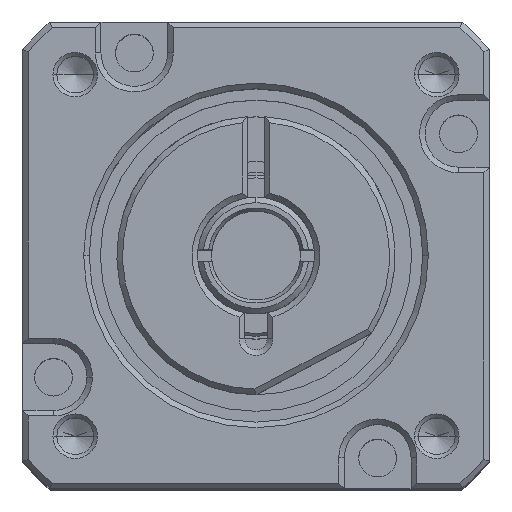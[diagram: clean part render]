
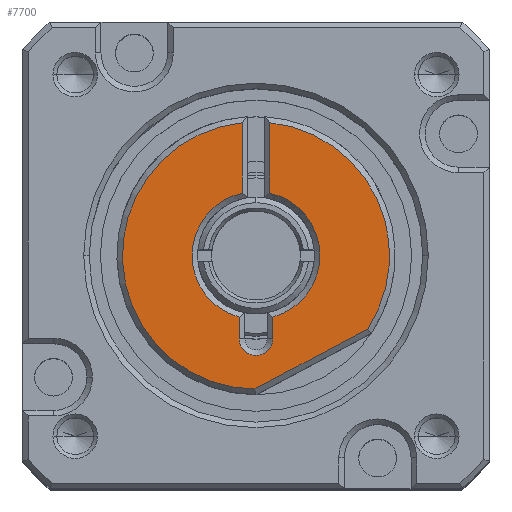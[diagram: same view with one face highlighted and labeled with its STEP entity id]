
A CAD part, top view. The second image highlights one B-rep face of the part: STEP entity #7700.
In plain terms, the highlighted face is planar.
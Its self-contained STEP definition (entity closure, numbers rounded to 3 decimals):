
#22 = EDGE_CURVE ( 'NONE', #8605, #10771, #11476, .T. ) ;
#29 = DIRECTION ( 'NONE',  ( 0., 0., 1. ) ) ;
#53 = CARTESIAN_POINT ( 'NONE',  ( 3751.322, 1389.748, 0. ) ) ;
#317 = AXIS2_PLACEMENT_3D ( 'NONE', #2707, #1683, #8290 ) ;
#372 = FACE_OUTER_BOUND ( 'NONE', #10563, .T. ) ;
#457 = VERTEX_POINT ( 'NONE', #53 ) ;
#542 = PLANE ( 'NONE',  #11948 ) ;
#800 = CARTESIAN_POINT ( 'NONE',  ( 3763.551, 1380.967, 0. ) ) ;
#903 = CIRCLE ( 'NONE', #317, 1.5 ) ;
#1209 = ORIENTED_EDGE ( 'NONE', *, *, #10931, .F. ) ;
#1676 = EDGE_CURVE ( 'NONE', #10771, #7217, #8148, .T. ) ;
#1683 = DIRECTION ( 'NONE',  ( 0., 0., -1. ) ) ;
#1850 = VERTEX_POINT ( 'NONE', #3958 ) ;
#1983 = EDGE_CURVE ( 'NONE', #11417, #5623, #7258, .T. ) ;
#2190 = CARTESIAN_POINT ( 'NONE',  ( 3756.934, 1390.998, 0. ) ) ;
#2423 = EDGE_CURVE ( 'NONE', #457, #11417, #2923, .T. ) ;
#2474 = ORIENTED_EDGE ( 'NONE', *, *, #1676, .F. ) ;
#2487 = DIRECTION ( 'NONE',  ( 1., 0., 0. ) ) ;
#2572 = CARTESIAN_POINT ( 'NONE',  ( 3744.982, 1392.248, 0. ) ) ;
#2707 = CARTESIAN_POINT ( 'NONE',  ( 3764.434, 1390.998, 0. ) ) ;
#2840 = VERTEX_POINT ( 'NONE', #3557 ) ;
#2923 = LINE ( 'NONE', #3392, #6235 ) ;
#3124 = DIRECTION ( 'NONE',  ( 1., 0., 0. ) ) ;
#3156 = DIRECTION ( 'NONE',  ( 1., 0., 0. ) ) ;
#3392 = CARTESIAN_POINT ( 'NONE',  ( 3756.934, 1389.748, 0. ) ) ;
#3557 = CARTESIAN_POINT ( 'NONE',  ( 3762.485, 1389.498, 0. ) ) ;
#3569 = CARTESIAN_POINT ( 'NONE',  ( 3756.934, 1390.998, 0. ) ) ;
#3718 = CARTESIAN_POINT ( 'NONE',  ( 3764.434, 1392.498, 0. ) ) ;
#3949 = DIRECTION ( 'NONE',  ( 1., 0., 0. ) ) ;
#3958 = CARTESIAN_POINT ( 'NONE',  ( 3768.951, 1391.122, 0. ) ) ;
#4122 = AXIS2_PLACEMENT_3D ( 'NONE', #9150, #5512, #8306 ) ;
#4204 = CARTESIAN_POINT ( 'NONE',  ( 3756.934, 1392.498, 0. ) ) ;
#4279 = DIRECTION ( 'NONE',  ( 1., 0., 0. ) ) ;
#4344 = VECTOR ( 'NONE', #2487, 1000. ) ;
#4519 = DIRECTION ( 'NONE',  ( 0.469, 0.883, 0. ) ) ;
#4702 = CARTESIAN_POINT ( 'NONE',  ( 3762.485, 1392.498, 0. ) ) ;
#4823 = VECTOR ( 'NONE', #4519, 1000. ) ;
#5323 = CIRCLE ( 'NONE', #8887, 12.017 ) ;
#5430 = DIRECTION ( 'NONE',  ( 0., 0., -1. ) ) ;
#5512 = DIRECTION ( 'NONE',  ( 0., 0., -1. ) ) ;
#5530 = CARTESIAN_POINT ( 'NONE',  ( 3756.934, 1390.998, 0. ) ) ;
#5623 = VERTEX_POINT ( 'NONE', #9475 ) ;
#6038 = EDGE_CURVE ( 'NONE', #8447, #2840, #6457, .T. ) ;
#6225 = CARTESIAN_POINT ( 'NONE',  ( 3756.934, 1390.998, 0. ) ) ;
#6235 = VECTOR ( 'NONE', #8123, 1000. ) ;
#6278 = CARTESIAN_POINT ( 'NONE',  ( 3744.982, 1389.748, 0. ) ) ;
#6358 = ORIENTED_EDGE ( 'NONE', *, *, #7901, .F. ) ;
#6457 = LINE ( 'NONE', #11762, #9489 ) ;
#6985 = DIRECTION ( 'NONE',  ( 0., 0., 1. ) ) ;
#7163 = EDGE_CURVE ( 'NONE', #2840, #457, #11201, .T. ) ;
#7217 = VERTEX_POINT ( 'NONE', #4702 ) ;
#7258 = CIRCLE ( 'NONE', #7431, 12.017 ) ;
#7298 = LINE ( 'NONE', #800, #4823 ) ;
#7304 = VECTOR ( 'NONE', #3156, 1000. ) ;
#7388 = LINE ( 'NONE', #4204, #4344 ) ;
#7389 = ORIENTED_EDGE ( 'NONE', *, *, #7163, .F. ) ;
#7431 = AXIS2_PLACEMENT_3D ( 'NONE', #2190, #7714, #3124 ) ;
#7700 = ADVANCED_FACE ( 'NONE', ( #372 ), #542, .F. ) ;
#7714 = DIRECTION ( 'NONE',  ( 0., 0., 1. ) ) ;
#7806 = ORIENTED_EDGE ( 'NONE', *, *, #6038, .F. ) ;
#7901 = EDGE_CURVE ( 'NONE', #5623, #1850, #7298, .T. ) ;
#8123 = DIRECTION ( 'NONE',  ( -1., 0., 0. ) ) ;
#8148 = CIRCLE ( 'NONE', #11061, 5.75 ) ;
#8290 = DIRECTION ( 'NONE',  ( -1., 0., 0. ) ) ;
#8306 = DIRECTION ( 'NONE',  ( -1., 0., 0. ) ) ;
#8447 = VERTEX_POINT ( 'NONE', #8557 ) ;
#8557 = CARTESIAN_POINT ( 'NONE',  ( 3764.434, 1389.498, 0. ) ) ;
#8598 = CARTESIAN_POINT ( 'NONE',  ( 3756.934, 1392.248, 0. ) ) ;
#8605 = VERTEX_POINT ( 'NONE', #2572 ) ;
#8887 = AXIS2_PLACEMENT_3D ( 'NONE', #5530, #29, #3949 ) ;
#9150 = CARTESIAN_POINT ( 'NONE',  ( 3756.934, 1390.998, 0. ) ) ;
#9175 = ORIENTED_EDGE ( 'NONE', *, *, #1983, .F. ) ;
#9475 = CARTESIAN_POINT ( 'NONE',  ( 3763.551, 1380.967, 0. ) ) ;
#9489 = VECTOR ( 'NONE', #10849, 1000. ) ;
#9567 = EDGE_CURVE ( 'NONE', #1850, #8605, #5323, .T. ) ;
#10214 = EDGE_CURVE ( 'NONE', #7217, #10533, #7388, .T. ) ;
#10533 = VERTEX_POINT ( 'NONE', #3718 ) ;
#10563 = EDGE_LOOP ( 'NONE', ( #10665, #6358, #9175, #11346, #7389, #7806, #1209, #10736, #2474, #11751 ) ) ;
#10665 = ORIENTED_EDGE ( 'NONE', *, *, #9567, .F. ) ;
#10736 = ORIENTED_EDGE ( 'NONE', *, *, #10214, .F. ) ;
#10771 = VERTEX_POINT ( 'NONE', #11461 ) ;
#10849 = DIRECTION ( 'NONE',  ( -1., 0., 0. ) ) ;
#10931 = EDGE_CURVE ( 'NONE', #10533, #8447, #903, .T. ) ;
#11061 = AXIS2_PLACEMENT_3D ( 'NONE', #3569, #5430, #11876 ) ;
#11201 = CIRCLE ( 'NONE', #4122, 5.75 ) ;
#11346 = ORIENTED_EDGE ( 'NONE', *, *, #2423, .F. ) ;
#11417 = VERTEX_POINT ( 'NONE', #6278 ) ;
#11461 = CARTESIAN_POINT ( 'NONE',  ( 3751.322, 1392.248, 0. ) ) ;
#11476 = LINE ( 'NONE', #8598, #7304 ) ;
#11751 = ORIENTED_EDGE ( 'NONE', *, *, #22, .F. ) ;
#11762 = CARTESIAN_POINT ( 'NONE',  ( 3756.934, 1389.498, 0. ) ) ;
#11876 = DIRECTION ( 'NONE',  ( -1., 0., 0. ) ) ;
#11948 = AXIS2_PLACEMENT_3D ( 'NONE', #6225, #6985, #4279 ) ;
